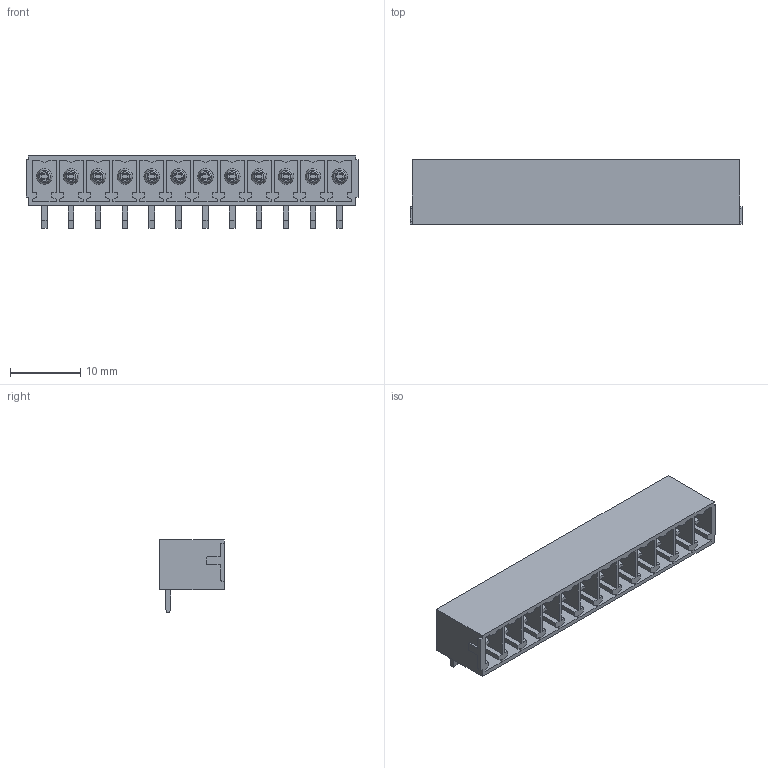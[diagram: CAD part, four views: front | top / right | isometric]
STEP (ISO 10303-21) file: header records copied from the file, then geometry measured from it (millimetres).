
FILE_DESCRIPTION(('CATIA V5 STEP Exchange','CAx-IF Rec.Pracs.--- Model Styling and Organization---1.2---2011-12-15'),'2;1');
FILE_NAME ('D1447417_0', '2018-10-12T04:08:14+00:00', ('none'), ('Weidmueller'), 'CATIA Version 5-6 Release 2014', 'CATIA V5 STEP AP214', 'none');
FILE_SCHEMA(('AUTOMOTIVE_DESIGN { 1 0 10303 214 1 1 1 1 }'));
Length unit declared in the file: millimetre
Products named in the file (1): 1037610000
Bounding box: 47.11 x 9.2 x 10.3 mm (x, y, z)
Volume: 1298.2 mm3; surface area: 4423.2 mm2
Topology: 13 solids, 13 shells, 790 faces, 2196 edges, 1456 vertices
Faces by surface type: plane 698, cylinder 44, cone 24, torus 24
Entity records: 23283 total; most frequent: ORIENTED_EDGE 4392, CARTESIAN_POINT 4145, DIRECTION 3180, EDGE_CURVE 2196, VECTOR 2012, LINE 2012, VERTEX_POINT 1456, EDGE_LOOP 838
